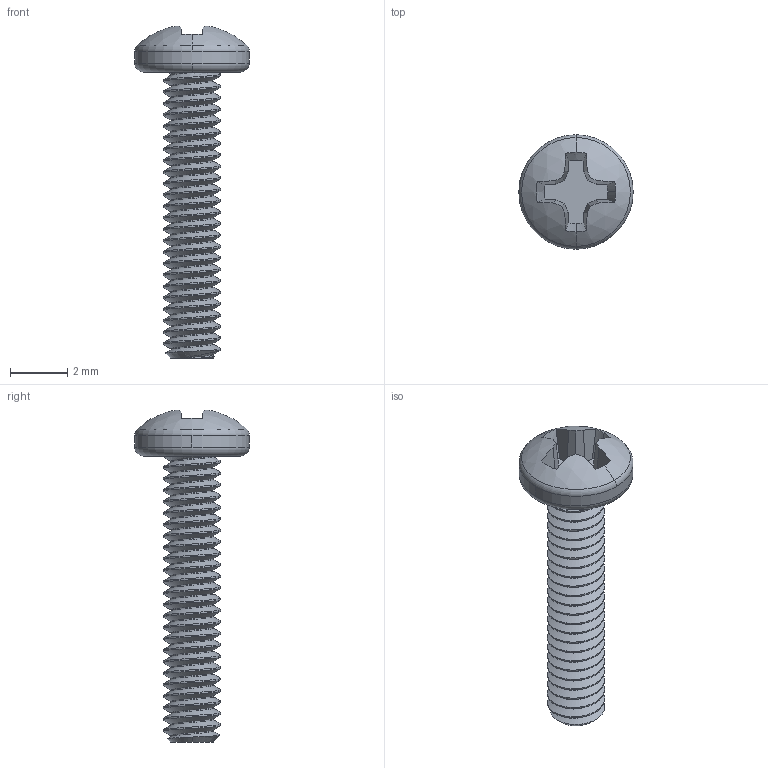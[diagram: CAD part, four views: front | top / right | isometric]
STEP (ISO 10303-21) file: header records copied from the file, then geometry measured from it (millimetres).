
FILE_DESCRIPTION (( 'STEP AP203' ), '1' );
FILE_NAME ('90116A020_316 Stainless Steel Pan Head Phillips Screws.STEP', '2021-09-09T15:34:04', ( 'Administrator' ), ( 'Managed by Terraform' ), 'SwSTEP 2.0', 'SolidWorks 2017', '' );
FILE_SCHEMA (( 'CONFIG_CONTROL_DESIGN' ));
Length unit declared in the file: millimetre
Products named in the file (1): 90116A020_316 Stainless Steel Pan Head Phillips Screws
Bounding box: 4 x 4 x 11.61 mm (x, y, z)
Volume: 36 mm3; surface area: 140.3 mm2
Topology: 1 solids, 1 shells, 165 faces, 481 edges, 319 vertices
Faces by surface type: cylinder 128, plane 19, cone 9, torus 4, bspline 3, sphere 2
Entity records: 7575 total; most frequent: CARTESIAN_POINT 3872, ORIENTED_EDGE 962, DIRECTION 595, EDGE_CURVE 481, VERTEX_POINT 319, AXIS2_PLACEMENT_3D 218, EDGE_LOOP 166, FACE_OUTER_BOUND 165
